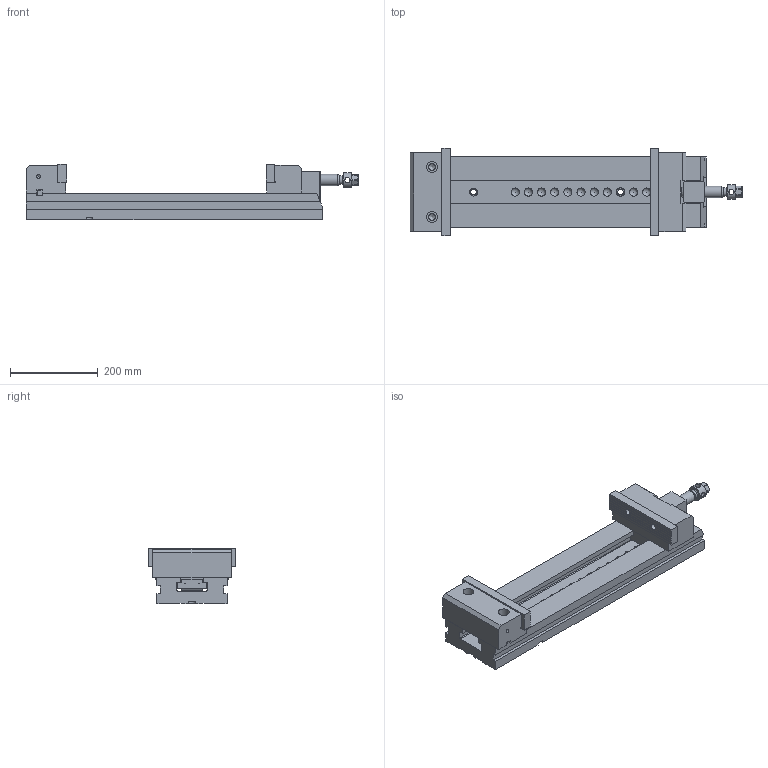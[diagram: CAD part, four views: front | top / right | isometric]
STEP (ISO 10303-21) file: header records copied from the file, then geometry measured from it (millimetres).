
FILE_DESCRIPTION(/* description */ (''),/* implementation_level */ '2;1');
FILE_NAME(/* name */ '29_200XL_Mordaza.stp',/* time_stamp */ '2013-07-09T11:39:53+02:00',/* author */ (''),/* organization */ (''),/* preprocessor_version */ 'ST-DEVELOPER v11',/* originating_system */ 'SIEMENS PLM Software NX 7.5',/* authorisation */ '');
FILE_SCHEMA (('AUTOMOTIVE_DESIGN { 1 0 10303 214 1 1 1 1 }'));
Length unit declared in the file: millimetre
Products named in the file (1): 29_200XL_Mordaza
Bounding box: 757 x 200 x 126.7 mm (x, y, z)
Volume: 7152761 mm3; surface area: 702275.2 mm2
Topology: 12 solids, 12 shells, 403 faces, 1097 edges, 727 vertices
Faces by surface type: plane 253, cylinder 92, cone 33, sphere 16, torus 9
Full cylindrical faces by diameter (mm): 4.351 x1, 5.188 x5, 6.985 x4, 8.4 x4, 8.782 x2, 10.579 x3, 12 x4, 12.376 x2, 13 x5, 14 x4, 14.376 x2, 15 x2, 16 x2, 16.5 x1, 17 x2, 18 x1, 19 x4, 20 x3, 21.25 x1, 22 x2, 25 x2, 26 x1, 30 x2, 33.8 x1, 34 x3
Entity records: 14728 total; most frequent: CARTESIAN_POINT 2348, DIRECTION 1906, ORIENTED_EDGE 1804, EDGE_CURVE 902, VERTEX_POINT 662, AXIS2_PLACEMENT_3D 640, LINE 626, VECTOR 626
